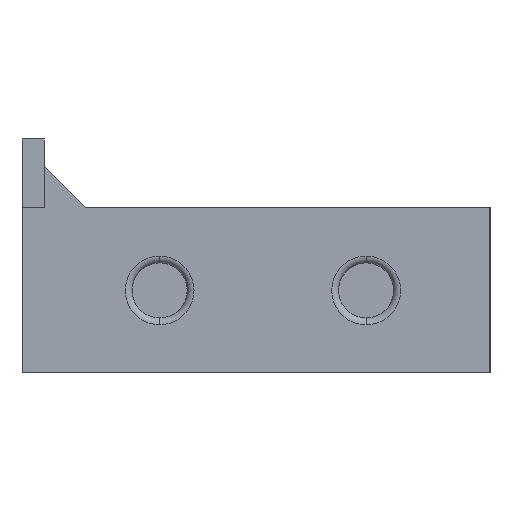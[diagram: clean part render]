
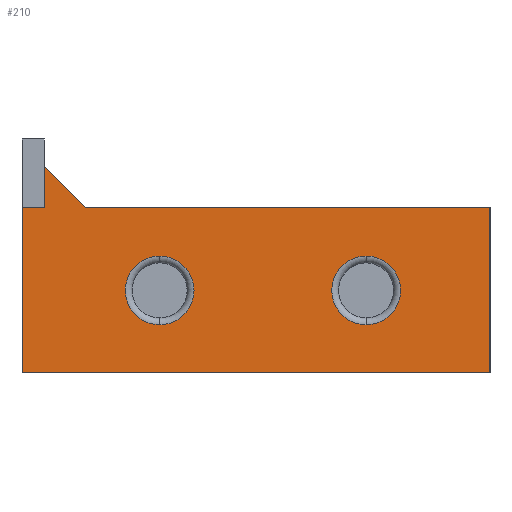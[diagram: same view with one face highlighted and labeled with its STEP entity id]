
A CAD part, left-side view. The second image highlights one B-rep face of the part: STEP entity #210.
In plain terms, the highlighted planar face has unit normal (-1, 0, 0).
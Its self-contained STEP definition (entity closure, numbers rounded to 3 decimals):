
#28=FACE_BOUND('',#471,.F.);
#29=FACE_BOUND('',#472,.F.);
#210=ADVANCED_FACE('',(#28,#29,#340),#1289,.T.);
#340=FACE_OUTER_BOUND('',#473,.F.);
#471=EDGE_LOOP('',(#1056,#1057));
#472=EDGE_LOOP('',(#1058,#1059));
#473=EDGE_LOOP('',(#1060,#1061,#1062,#1063,#1064,#1065,#1066));
#1056=ORIENTED_EDGE('',*,*,#1910,.T.);
#1057=ORIENTED_EDGE('',*,*,#1909,.T.);
#1058=ORIENTED_EDGE('',*,*,#1912,.T.);
#1059=ORIENTED_EDGE('',*,*,#1911,.T.);
#1060=ORIENTED_EDGE('',*,*,#2070,.F.);
#1061=ORIENTED_EDGE('',*,*,#1922,.F.);
#1062=ORIENTED_EDGE('',*,*,#1744,.T.);
#1063=ORIENTED_EDGE('',*,*,#2051,.T.);
#1064=ORIENTED_EDGE('',*,*,#2055,.T.);
#1065=ORIENTED_EDGE('',*,*,#1752,.F.);
#1066=ORIENTED_EDGE('',*,*,#1750,.T.);
#1289=PLANE('',#3094);
#1717=CIRCLE('',#2967,2.5);
#1718=CIRCLE('',#2968,2.5);
#1719=CIRCLE('',#2969,2.5);
#1720=CIRCLE('',#2970,2.5);
#1744=EDGE_CURVE('',#2917,#2916,#2093,.T.);
#1750=EDGE_CURVE('',#2909,#2910,#2099,.T.);
#1752=EDGE_CURVE('',#2909,#2907,#2101,.T.);
#1909=EDGE_CURVE('',#2757,#2756,#1717,.T.);
#1910=EDGE_CURVE('',#2756,#2757,#1718,.T.);
#1911=EDGE_CURVE('',#2755,#2754,#1719,.T.);
#1912=EDGE_CURVE('',#2754,#2755,#1720,.T.);
#1922=EDGE_CURVE('',#2917,#2749,#2245,.T.);
#2051=EDGE_CURVE('',#2916,#2714,#2364,.T.);
#2055=EDGE_CURVE('',#2714,#2907,#2368,.T.);
#2070=EDGE_CURVE('',#2749,#2910,#2383,.T.);
#2093=LINE('',#4007,#2398);
#2099=LINE('',#4013,#2404);
#2101=LINE('',#4015,#2406);
#2245=LINE('',#4185,#2550);
#2364=LINE('',#4314,#2669);
#2368=LINE('',#4318,#2673);
#2383=LINE('',#4333,#2688);
#2398=VECTOR('',#3130,12.);
#2404=VECTOR('',#3136,3.);
#2406=VECTOR('',#3138,1.6);
#2550=VECTOR('',#3334,29.4);
#2669=VECTOR('',#3473,34.);
#2673=VECTOR('',#3477,12.);
#2688=VECTOR('',#3492,4.243);
#2714=VERTEX_POINT('',#3800);
#2749=VERTEX_POINT('',#3835);
#2754=VERTEX_POINT('',#3840);
#2755=VERTEX_POINT('',#3841);
#2756=VERTEX_POINT('',#3842);
#2757=VERTEX_POINT('',#3843);
#2907=VERTEX_POINT('',#3993);
#2909=VERTEX_POINT('',#3995);
#2910=VERTEX_POINT('',#3996);
#2916=VERTEX_POINT('',#4002);
#2917=VERTEX_POINT('',#4003);
#2967=AXIS2_PLACEMENT_3D('',#4172,#3313,#3314);
#2968=AXIS2_PLACEMENT_3D('',#4173,#3315,#3316);
#2969=AXIS2_PLACEMENT_3D('',#4174,#3317,#3318);
#2970=AXIS2_PLACEMENT_3D('',#4175,#3319,#3320);
#3094=AXIS2_PLACEMENT_3D('',#4456,#3724,#3725);
#3130=DIRECTION('',(0.,0.,-1.));
#3136=DIRECTION('',(0.,0.,1.));
#3138=DIRECTION('',(0.,1.,0.));
#3313=DIRECTION('',(-1.,0.,0.));
#3314=DIRECTION('',(0.,0.,-1.));
#3315=DIRECTION('',(-1.,0.,0.));
#3316=DIRECTION('',(0.,0.,1.));
#3317=DIRECTION('',(-1.,0.,0.));
#3318=DIRECTION('',(0.,0.,1.));
#3319=DIRECTION('',(-1.,0.,0.));
#3320=DIRECTION('',(0.,0.,-1.));
#3334=DIRECTION('',(0.,1.,0.));
#3473=DIRECTION('',(0.,1.,0.));
#3477=DIRECTION('',(0.,0.,1.));
#3492=DIRECTION('',(0.,0.707,0.707));
#3724=DIRECTION('',(-1.,0.,0.));
#3725=DIRECTION('',(0.,1.,0.));
#3800=CARTESIAN_POINT('',(-60.,112.5,-116.));
#3835=CARTESIAN_POINT('',(-60.,107.9,-104.));
#3840=CARTESIAN_POINT('',(-60.,87.5,-112.5));
#3841=CARTESIAN_POINT('',(-60.,87.5,-107.5));
#3842=CARTESIAN_POINT('',(-60.,102.5,-107.5));
#3843=CARTESIAN_POINT('',(-60.,102.5,-112.5));
#3993=CARTESIAN_POINT('',(-60.,112.5,-104.));
#3995=CARTESIAN_POINT('',(-60.,110.9,-104.));
#3996=CARTESIAN_POINT('',(-60.,110.9,-101.));
#4002=CARTESIAN_POINT('',(-60.,78.5,-116.));
#4003=CARTESIAN_POINT('',(-60.,78.5,-104.));
#4007=CARTESIAN_POINT('',(-60.,78.5,-104.));
#4013=CARTESIAN_POINT('',(-60.,110.9,-104.));
#4015=CARTESIAN_POINT('',(-60.,110.9,-104.));
#4172=CARTESIAN_POINT('',(-60.,102.5,-110.));
#4173=CARTESIAN_POINT('',(-60.,102.5,-110.));
#4174=CARTESIAN_POINT('',(-60.,87.5,-110.));
#4175=CARTESIAN_POINT('',(-60.,87.5,-110.));
#4185=CARTESIAN_POINT('',(-60.,78.5,-104.));
#4314=CARTESIAN_POINT('',(-60.,78.5,-116.));
#4318=CARTESIAN_POINT('',(-60.,112.5,-116.));
#4333=CARTESIAN_POINT('',(-60.,107.9,-104.));
#4456=CARTESIAN_POINT('',(-60.,62.,-93.5));
